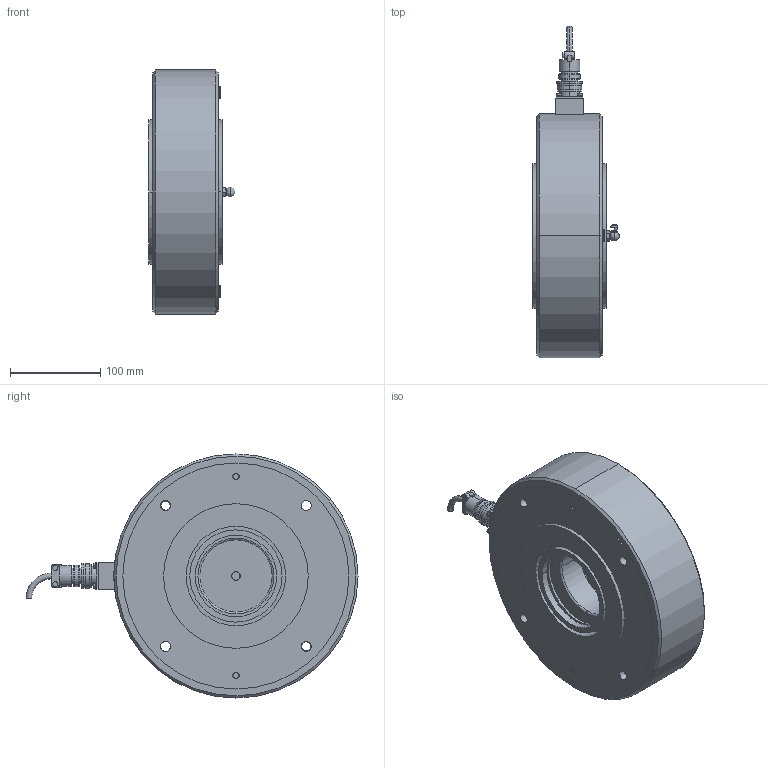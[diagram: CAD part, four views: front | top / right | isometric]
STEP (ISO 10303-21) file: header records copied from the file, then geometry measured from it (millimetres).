
FILE_DESCRIPTION((''),'2;1');
FILE_NAME('31101963_-.stp','2019-10-10T12:39:55',(''),(''),'Mechanical Desktop 2009','Mechanical Desktop 2009',', , ');
FILE_SCHEMA(('CONFIG_CONTROL_DESIGN'));
Length unit declared in the file: millimetre
Products named in the file (35): ZEICHNUNG2; L50045; L4899004; TEIL1; L49342; TEIL1AA; L49026; TEIL1AAAA; L4410401; TEIL1A; I-6KT_SCHRAUBE_M8X65; I-6KT_SCHRAUBE_M8X65A; I-6KT_SCHRAUBE_M3X25A; I-6KT_SCHRAUBE_M3X25; FEDERRING_M3; FEDERRING_M3A; V_RING_V90A; V_RING_V90AA; SICHERUNGSRING_J140; SICHERUNGSRING_J140A; PENDELKUGELLAGER_2216TVA; PENDELKUGELLAGER_2216TV; FLANSCHDOSE_14S-2P_4-POLIG; FLANSCHDOSE_14S-2P_4-POLIGA; 31101962; 31101962_01; SCHMIERNIPPEL_M10X1_90_H3A; SCHMIERNIPPEL_M10X1_90_H3; L50045A; L49342A; L48998A; RM_SDBA; L48998; TEIL1AAA; RM_SDB
Assembly tree (41 placements, depth 4):
  ZEICHNUNG2
    L50045
      L4899004
        TEIL1
      L49342
        TEIL1AA
      L49026
        TEIL1AAAA
      L4410401  x2
        TEIL1A
      I-6KT_SCHRAUBE_M8X65  x2
        I-6KT_SCHRAUBE_M8X65A
      I-6KT_SCHRAUBE_M3X25A  x4
        I-6KT_SCHRAUBE_M3X25
      FEDERRING_M3  x4
        FEDERRING_M3A
      V_RING_V90A
        V_RING_V90AA
      SICHERUNGSRING_J140
        SICHERUNGSRING_J140A
      PENDELKUGELLAGER_2216TVA
        PENDELKUGELLAGER_2216TV
      FLANSCHDOSE_14S-2P_4-POLIG
        FLANSCHDOSE_14S-2P_4-POLIGA
      31101962
        31101962_01
      SCHMIERNIPPEL_M10X1_90_H3A
        SCHMIERNIPPEL_M10X1_90_H3
    L50045A
      L49342A
      L48998A
    RM_SDBA  x3
  L48998
  TEIL1AAA
  RM_SDB
Bounding box: 95.46 x 367.15 x 270 mm (x, y, z)
Volume: 3608239.8 mm3; surface area: 571523.3 mm2
Topology: 21 solids, 21 shells, 408 faces, 959 edges, 627 vertices
Faces by surface type: cylinder 230, plane 112, cone 34, torus 24, bspline 4, sphere 4
Entity records: 11223 total; most frequent: DIRECTION 2028, CARTESIAN_POINT 1992, ORIENTED_EDGE 1534, AXIS2_PLACEMENT_3D 871, EDGE_CURVE 767, VERTEX_POINT 508, CIRCLE 481, EDGE_LOOP 453
